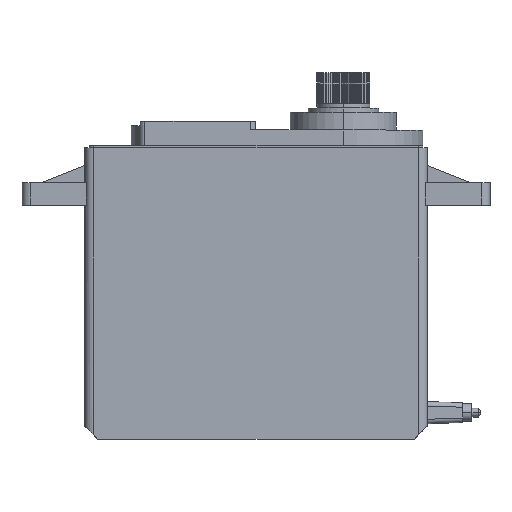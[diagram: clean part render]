
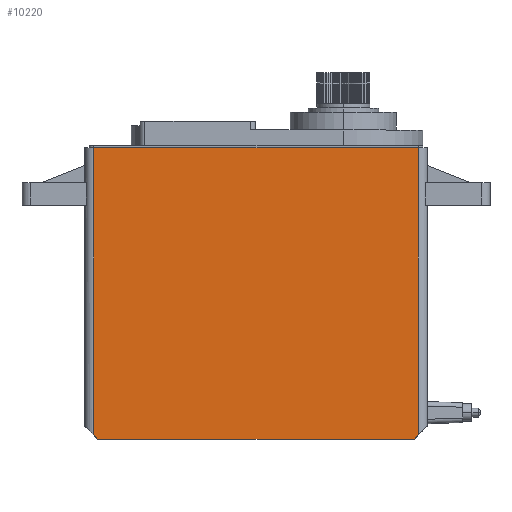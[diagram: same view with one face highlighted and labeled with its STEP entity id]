
A CAD part, top view. The second image highlights one B-rep face of the part: STEP entity #10220.
In plain terms, the highlighted planar face has unit normal (0, 0, 1).
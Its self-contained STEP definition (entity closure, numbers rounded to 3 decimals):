
#836 = CARTESIAN_POINT ( 'NONE',  ( -18.4, 33., 9.9 ) ) ;
#837 = CARTESIAN_POINT ( 'NONE',  ( 18.4, 33., 9.9 ) ) ;
#895 = CARTESIAN_POINT ( 'NONE',  ( -18.4, 0.5, 9.9 ) ) ;
#896 = CARTESIAN_POINT ( 'NONE',  ( -17.9, 0., 9.9 ) ) ;
#897 = CARTESIAN_POINT ( 'NONE',  ( 17.9, 0., 9.9 ) ) ;
#898 = CARTESIAN_POINT ( 'NONE',  ( 18.4, 0.5, 9.9 ) ) ;
#3141 = AXIS2_PLACEMENT_3D ( 'NONE', #3960, #3961, #3962 ) ;
#3959 = PLANE ( 'NONE',  #3141 ) ;
#3960 = CARTESIAN_POINT ( 'NONE',  ( -19.4, 26.5, 9.9 ) ) ;
#3961 = DIRECTION ( 'NONE',  ( 0., 0., -1. ) ) ;
#3962 = DIRECTION ( 'NONE',  ( -1., 0., 0. ) ) ;
#5258 = VECTOR ( 'NONE', #6508, 1000. ) ;
#5259 = VECTOR ( 'NONE', #6506, 1000. ) ;
#5260 = VECTOR ( 'NONE', #6504, 1000. ) ;
#5261 = VECTOR ( 'NONE', #6502, 1000. ) ;
#5262 = VECTOR ( 'NONE', #6500, 1000. ) ;
#5308 = VECTOR ( 'NONE', #6777, 1000. ) ;
#5632 = EDGE_CURVE ( 'NONE', #7352, #7411, #10884, .T. ) ;
#5633 = EDGE_CURVE ( 'NONE', #7411, #7412, #10885, .T. ) ;
#5634 = EDGE_CURVE ( 'NONE', #7412, #7413, #10886, .T. ) ;
#5635 = EDGE_CURVE ( 'NONE', #7413, #7414, #10887, .T. ) ;
#5636 = EDGE_CURVE ( 'NONE', #7414, #7353, #10888, .T. ) ;
#5743 = EDGE_CURVE ( 'NONE', #7352, #7353, #10944, .T. ) ;
#6031 = ORIENTED_EDGE ( 'NONE', *, *, #5743, .F. ) ;
#6032 = ORIENTED_EDGE ( 'NONE', *, *, #5633, .T. ) ;
#6033 = ORIENTED_EDGE ( 'NONE', *, *, #5632, .T. ) ;
#6034 = ORIENTED_EDGE ( 'NONE', *, *, #5634, .T. ) ;
#6035 = ORIENTED_EDGE ( 'NONE', *, *, #5635, .T. ) ;
#6036 = ORIENTED_EDGE ( 'NONE', *, *, #5636, .T. ) ;
#6499 = CARTESIAN_POINT ( 'NONE',  ( -18.4, 26.5, 9.9 ) ) ;
#6500 = DIRECTION ( 'NONE',  ( 0., -1., 0. ) ) ;
#6501 = CARTESIAN_POINT ( 'NONE',  ( -19.4, 1.5, 9.9 ) ) ;
#6502 = DIRECTION ( 'NONE',  ( 0.707, -0.707, 0. ) ) ;
#6503 = CARTESIAN_POINT ( 'NONE',  ( -19.4, 0., 9.9 ) ) ;
#6504 = DIRECTION ( 'NONE',  ( 1., 0., 0. ) ) ;
#6505 = CARTESIAN_POINT ( 'NONE',  ( 19.4, 1.5, 9.9 ) ) ;
#6506 = DIRECTION ( 'NONE',  ( 0.707, 0.707, 0. ) ) ;
#6507 = CARTESIAN_POINT ( 'NONE',  ( 18.4, 26.5, 9.9 ) ) ;
#6508 = DIRECTION ( 'NONE',  ( 0., 1., 0. ) ) ;
#6776 = CARTESIAN_POINT ( 'NONE',  ( 19.4, 33., 9.9 ) ) ;
#6777 = DIRECTION ( 'NONE',  ( 1., 0., 0. ) ) ;
#7352 = VERTEX_POINT ( 'NONE', #836 ) ;
#7353 = VERTEX_POINT ( 'NONE', #837 ) ;
#7411 = VERTEX_POINT ( 'NONE', #895 ) ;
#7412 = VERTEX_POINT ( 'NONE', #896 ) ;
#7413 = VERTEX_POINT ( 'NONE', #897 ) ;
#7414 = VERTEX_POINT ( 'NONE', #898 ) ;
#7812 = EDGE_LOOP ( 'NONE', ( #6031, #6033, #6032, #6034, #6035, #6036 ) ) ;
#10220 = ADVANCED_FACE ( 'NONE', ( #11584 ), #3959, .F. ) ;
#10884 = LINE ( 'NONE', #6499, #5262 ) ;
#10885 = LINE ( 'NONE', #6501, #5261 ) ;
#10886 = LINE ( 'NONE', #6503, #5260 ) ;
#10887 = LINE ( 'NONE', #6505, #5259 ) ;
#10888 = LINE ( 'NONE', #6507, #5258 ) ;
#10944 = LINE ( 'NONE', #6776, #5308 ) ;
#11584 = FACE_OUTER_BOUND ( 'NONE', #7812, .T. ) ;
